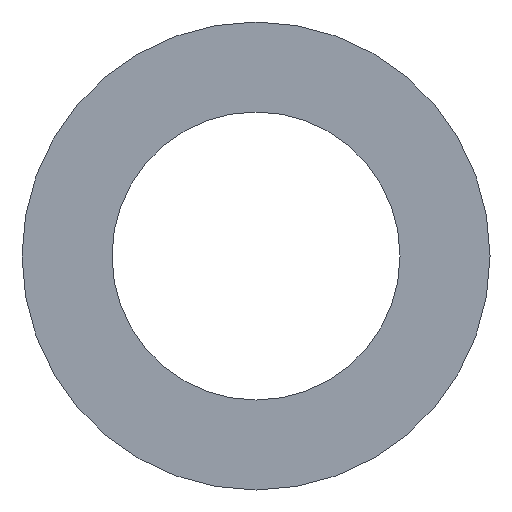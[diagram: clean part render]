
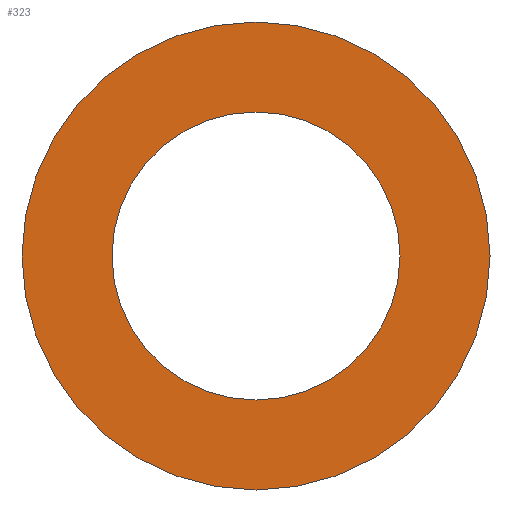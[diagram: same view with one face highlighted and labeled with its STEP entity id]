
A CAD part, front view. The second image highlights one B-rep face of the part: STEP entity #323.
In plain terms, the highlighted planar face has unit normal (0, -1, 0).
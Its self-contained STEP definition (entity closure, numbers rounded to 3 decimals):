
#6 = CIRCLE ( 'NONE', #456, 13. ) ;
#7 = PLANE ( 'NONE',  #97 ) ;
#39 = ORIENTED_EDGE ( 'NONE', *, *, #271, .F. ) ;
#55 = CARTESIAN_POINT ( 'NONE',  ( 0., 0., 0. ) ) ;
#72 = AXIS2_PLACEMENT_3D ( 'NONE', #333, #119, #372 ) ;
#74 = CARTESIAN_POINT ( 'NONE',  ( -13., 0., 0. ) ) ;
#82 = CARTESIAN_POINT ( 'NONE',  ( 0., 0., -8. ) ) ;
#93 = DIRECTION ( 'NONE',  ( 0., 0., -1. ) ) ;
#97 = AXIS2_PLACEMENT_3D ( 'NONE', #74, #116, #370 ) ;
#110 = CARTESIAN_POINT ( 'NONE',  ( 0., 0., 0. ) ) ;
#111 = DIRECTION ( 'NONE',  ( 0., -1., 0. ) ) ;
#116 = DIRECTION ( 'NONE',  ( 0., 1., 0. ) ) ;
#119 = DIRECTION ( 'NONE',  ( 0., -1., 0. ) ) ;
#127 = EDGE_CURVE ( 'NONE', #377, #246, #388, .T. ) ;
#132 = ORIENTED_EDGE ( 'NONE', *, *, #156, .T. ) ;
#135 = FACE_OUTER_BOUND ( 'NONE', #214, .T. ) ;
#153 = DIRECTION ( 'NONE',  ( 0., 0., -1. ) ) ;
#156 = EDGE_CURVE ( 'NONE', #416, #325, #6, .T. ) ;
#179 = ORIENTED_EDGE ( 'NONE', *, *, #127, .F. ) ;
#199 = ORIENTED_EDGE ( 'NONE', *, *, #345, .T. ) ;
#214 = EDGE_LOOP ( 'NONE', ( #132, #199 ) ) ;
#242 = CIRCLE ( 'NONE', #72, 13. ) ;
#246 = VERTEX_POINT ( 'NONE', #459 ) ;
#271 = EDGE_CURVE ( 'NONE', #246, #377, #342, .T. ) ;
#293 = CARTESIAN_POINT ( 'NONE',  ( 0., 0., 13. ) ) ;
#309 = DIRECTION ( 'NONE',  ( 0., -1., 0. ) ) ;
#323 = ADVANCED_FACE ( 'NONE', ( #330, #135 ), #7, .F. ) ;
#325 = VERTEX_POINT ( 'NONE', #293 ) ;
#329 = CARTESIAN_POINT ( 'NONE',  ( 0., 0., 0. ) ) ;
#330 = FACE_BOUND ( 'NONE', #448, .T. ) ;
#333 = CARTESIAN_POINT ( 'NONE',  ( 0., 0., 0. ) ) ;
#342 = CIRCLE ( 'NONE', #426, 8. ) ;
#345 = EDGE_CURVE ( 'NONE', #325, #416, #242, .T. ) ;
#363 = DIRECTION ( 'NONE',  ( 0., -1., 0. ) ) ;
#364 = DIRECTION ( 'NONE',  ( 0., 0., -1. ) ) ;
#370 = DIRECTION ( 'NONE',  ( 0., 0., 1. ) ) ;
#372 = DIRECTION ( 'NONE',  ( 0., 0., -1. ) ) ;
#377 = VERTEX_POINT ( 'NONE', #82 ) ;
#383 = AXIS2_PLACEMENT_3D ( 'NONE', #110, #363, #153 ) ;
#388 = CIRCLE ( 'NONE', #383, 8. ) ;
#411 = CARTESIAN_POINT ( 'NONE',  ( 0., 0., -13. ) ) ;
#416 = VERTEX_POINT ( 'NONE', #411 ) ;
#426 = AXIS2_PLACEMENT_3D ( 'NONE', #329, #111, #364 ) ;
#448 = EDGE_LOOP ( 'NONE', ( #179, #39 ) ) ;
#456 = AXIS2_PLACEMENT_3D ( 'NONE', #55, #309, #93 ) ;
#459 = CARTESIAN_POINT ( 'NONE',  ( 0., 0., 8. ) ) ;
